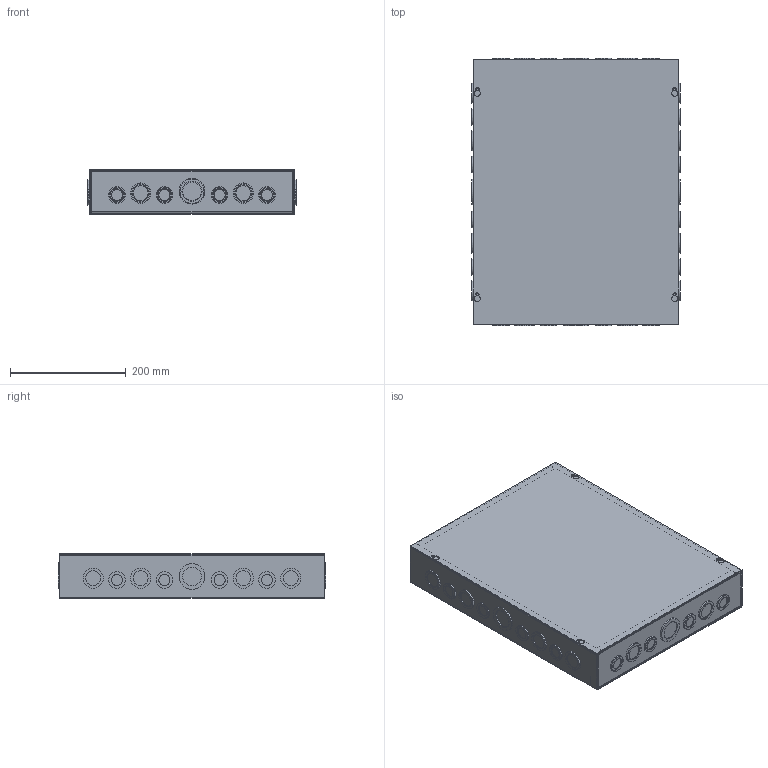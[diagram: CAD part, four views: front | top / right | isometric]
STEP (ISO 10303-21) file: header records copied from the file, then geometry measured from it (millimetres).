
FILE_DESCRIPTION (( 'STEP AP203' ), '1' );
FILE_NAME ('CSKO18143_Default.step', '2019-11-13T16:15:08', ( '' ), ( '' ), 'SwSTEP 2.0', 'SolidWorks 2019', '' );
FILE_SCHEMA (( 'CONFIG_CONTROL_DESIGN' ));
Length unit declared in the file: inch
Products named in the file (1): CSKO18143_Default
Bounding box: 361.54 x 463.14 x 77.65 mm (x, y, z)
Volume: 706835.3 mm3; surface area: 984928.2 mm2
Topology: 4 solids, 4 shells, 589 faces, 1308 edges, 860 vertices
Faces by surface type: cylinder 328, plane 253, bspline 4, cone 4
Entity records: 16727 total; most frequent: DIRECTION 3144, CARTESIAN_POINT 2830, ORIENTED_EDGE 2616, EDGE_CURVE 1308, AXIS2_PLACEMENT_3D 1254, VERTEX_POINT 860, EDGE_LOOP 756, CIRCLE 668
